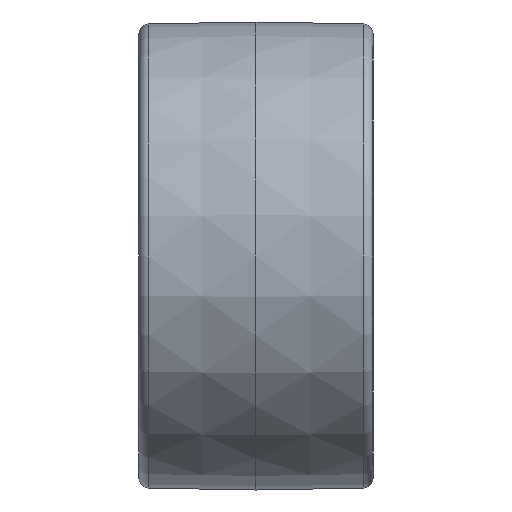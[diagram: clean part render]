
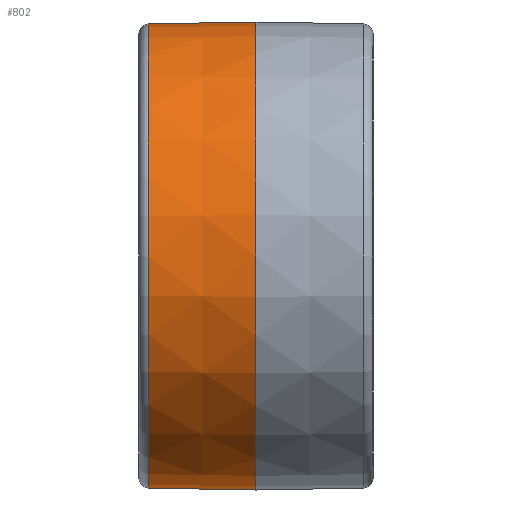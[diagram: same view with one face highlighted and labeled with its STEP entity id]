
A CAD part, left-side view. The second image highlights one B-rep face of the part: STEP entity #802.
In plain terms, the highlighted conical face has half-angle 1 degrees and reference radius 6.35 mm.
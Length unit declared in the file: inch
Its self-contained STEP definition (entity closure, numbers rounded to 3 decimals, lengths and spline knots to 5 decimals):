
#69 = EDGE_CURVE ( 'NONE', #1477, #1969, #991, .T. ) ;
#288 = CARTESIAN_POINT ( 'NONE',  ( 0., 0., -0.25 ) ) ;
#298 = VECTOR ( 'NONE', #6115, 39.37008 ) ;
#304 = CARTESIAN_POINT ( 'NONE',  ( 0., 0., 0.25 ) ) ;
#315 = CARTESIAN_POINT ( 'NONE',  ( 0., 0., 0. ) ) ;
#536 = DIRECTION ( 'NONE',  ( 0., -1., 0. ) ) ;
#735 = AXIS2_PLACEMENT_3D ( 'NONE', #3778, #536, #4224 ) ;
#802 = ADVANCED_FACE ( 'NONE', ( #5452 ), #3858, .T. ) ;
#991 = LINE ( 'NONE', #304, #3709 ) ;
#1171 = CIRCLE ( 'NONE', #735, 0.24799 ) ;
#1477 = VERTEX_POINT ( 'NONE', #2101 ) ;
#1790 = VERTEX_POINT ( 'NONE', #4613 ) ;
#1875 = AXIS2_PLACEMENT_3D ( 'NONE', #315, #5528, #4526 ) ;
#1879 = EDGE_CURVE ( 'NONE', #1477, #6319, #1171, .T. ) ;
#1969 = VERTEX_POINT ( 'NONE', #4194 ) ;
#2101 = CARTESIAN_POINT ( 'NONE',  ( 0., 0.11517, 0.24799 ) ) ;
#2131 = EDGE_CURVE ( 'NONE', #1790, #1969, #2847, .T. ) ;
#2285 = ORIENTED_EDGE ( 'NONE', *, *, #69, .F. ) ;
#2368 = LINE ( 'NONE', #288, #298 ) ;
#2847 = CIRCLE ( 'NONE', #2952, 0.25 ) ;
#2952 = AXIS2_PLACEMENT_3D ( 'NONE', #4879, #4402, #6501 ) ;
#3709 = VECTOR ( 'NONE', #4065, 39.37008 ) ;
#3778 = CARTESIAN_POINT ( 'NONE',  ( 0., 0.11517, 0. ) ) ;
#3858 = CONICAL_SURFACE ( 'NONE', #1875, 0.25, 0.017 ) ;
#3938 = CARTESIAN_POINT ( 'NONE',  ( 0., 0.11517, -0.24799 ) ) ;
#4065 = DIRECTION ( 'NONE',  ( 0., -1., 0.017 ) ) ;
#4194 = CARTESIAN_POINT ( 'NONE',  ( 0., 0., 0.25 ) ) ;
#4224 = DIRECTION ( 'NONE',  ( 0., 0., -1. ) ) ;
#4402 = DIRECTION ( 'NONE',  ( 0., 1., 0. ) ) ;
#4526 = DIRECTION ( 'NONE',  ( 0., 0., 1. ) ) ;
#4613 = CARTESIAN_POINT ( 'NONE',  ( 0., 0., -0.25 ) ) ;
#4662 = EDGE_LOOP ( 'NONE', ( #2285, #6039, #4811, #6711 ) ) ;
#4811 = ORIENTED_EDGE ( 'NONE', *, *, #5484, .T. ) ;
#4879 = CARTESIAN_POINT ( 'NONE',  ( 0., 0., 0. ) ) ;
#5452 = FACE_OUTER_BOUND ( 'NONE', #4662, .T. ) ;
#5484 = EDGE_CURVE ( 'NONE', #6319, #1790, #2368, .T. ) ;
#5528 = DIRECTION ( 'NONE',  ( 0., -1., 0. ) ) ;
#6039 = ORIENTED_EDGE ( 'NONE', *, *, #1879, .T. ) ;
#6115 = DIRECTION ( 'NONE',  ( 0., -1., -0.017 ) ) ;
#6319 = VERTEX_POINT ( 'NONE', #3938 ) ;
#6501 = DIRECTION ( 'NONE',  ( 0., 0., 1. ) ) ;
#6711 = ORIENTED_EDGE ( 'NONE', *, *, #2131, .T. ) ;
